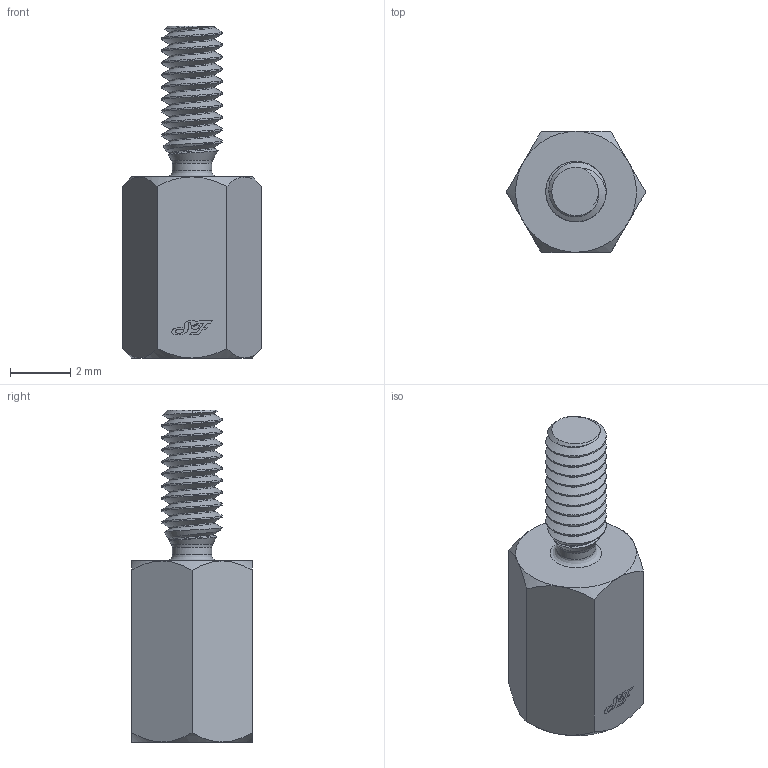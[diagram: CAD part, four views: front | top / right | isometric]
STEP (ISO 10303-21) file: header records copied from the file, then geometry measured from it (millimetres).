
FILE_DESCRIPTION(/* description */ (''),/* implementation_level */ '2;1');
FILE_NAME(/* name */ 'Spacer M2 M F 6mm',/* time_stamp */ '2020-01-19T18:57:55+01:00',/* author */ (''),/* organization */ (''),/* preprocessor_version */ 'ST-DEVELOPER v16.5',/* originating_system */ '',/* authorisation */ '');
FILE_SCHEMA (('AUTOMOTIVE_DESIGN'));
Length unit declared in the file: millimetre
Products named in the file (1): Document
Bounding box: 4.62 x 4 x 11 mm (x, y, z)
Surface area: 185.1 mm2 (no closed solid volume)
Topology: 0 solids, 2 shells, 109 faces, 325 edges, 220 vertices
Faces by surface type: bspline 98, plane 11
Entity records: 8778 total; most frequent: CARTESIAN_POINT 7055, ORIENTED_EDGE 618, EDGE_CURVE 324, VERTEX_POINT 220, B_SPLINE_CURVE_WITH_KNOTS 150, EDGE_LOOP 112, ADVANCED_FACE 109, FACE_OUTER_BOUND 109
